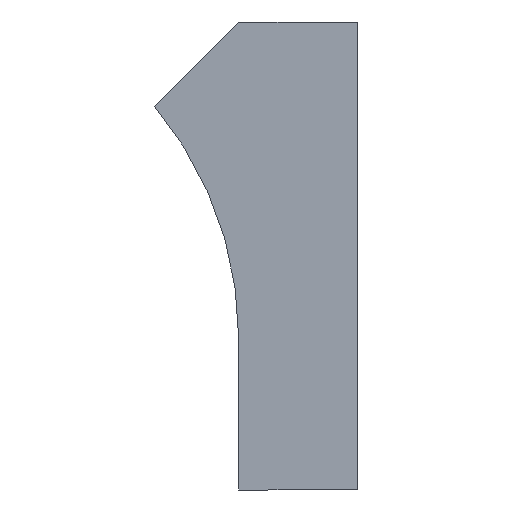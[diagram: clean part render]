
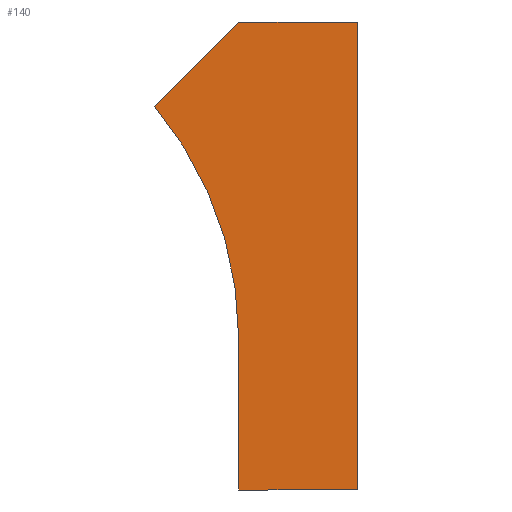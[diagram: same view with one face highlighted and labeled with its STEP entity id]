
A CAD part, front view. The second image highlights one B-rep face of the part: STEP entity #140.
In plain terms, the highlighted planar face has unit normal (0, -1, 0).
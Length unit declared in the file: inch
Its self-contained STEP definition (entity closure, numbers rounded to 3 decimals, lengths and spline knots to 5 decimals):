
#16=CIRCLE('',#163,18.25);
#19=FACE_OUTER_BOUND('',#27,.T.);
#27=EDGE_LOOP('',(#100,#101,#102,#103,#104,#105));
#35=LINE('',#215,#51);
#38=LINE('',#223,#54);
#39=LINE('',#225,#55);
#40=LINE('',#227,#56);
#41=LINE('',#228,#57);
#51=VECTOR('',#176,0.3937);
#54=VECTOR('',#183,0.3937);
#55=VECTOR('',#184,0.3937);
#56=VECTOR('',#185,0.3937);
#57=VECTOR('',#186,0.3937);
#66=VERTEX_POINT('',#211);
#68=VERTEX_POINT('',#214);
#70=VERTEX_POINT('',#220);
#71=VERTEX_POINT('',#222);
#72=VERTEX_POINT('',#224);
#73=VERTEX_POINT('',#226);
#79=EDGE_CURVE('',#68,#66,#35,.T.);
#82=EDGE_CURVE('',#66,#70,#16,.T.);
#83=EDGE_CURVE('',#71,#70,#38,.T.);
#84=EDGE_CURVE('',#71,#72,#39,.T.);
#85=EDGE_CURVE('',#72,#73,#40,.T.);
#86=EDGE_CURVE('',#73,#68,#41,.T.);
#100=ORIENTED_EDGE('',*,*,#79,.T.);
#101=ORIENTED_EDGE('',*,*,#82,.T.);
#102=ORIENTED_EDGE('',*,*,#83,.F.);
#103=ORIENTED_EDGE('',*,*,#84,.T.);
#104=ORIENTED_EDGE('',*,*,#85,.T.);
#105=ORIENTED_EDGE('',*,*,#86,.T.);
#133=PLANE('',#162);
#140=ADVANCED_FACE('',(#19),#133,.F.);
#162=AXIS2_PLACEMENT_3D('',#219,#179,#180);
#163=AXIS2_PLACEMENT_3D('',#221,#181,#182);
#176=DIRECTION('',(-0.707,0.,-0.707));
#179=DIRECTION('center_axis',(0.,1.,0.));
#180=DIRECTION('ref_axis',(1.,0.,0.));
#181=DIRECTION('center_axis',(0.,1.,0.));
#182=DIRECTION('ref_axis',(-1.,0.,0.));
#183=DIRECTION('',(0.,0.,1.));
#184=DIRECTION('',(1.,0.,0.));
#185=DIRECTION('',(0.,0.,1.));
#186=DIRECTION('',(-1.,0.,0.));
#211=CARTESIAN_POINT('',(13.99483,0.,19.36983));
#214=CARTESIAN_POINT('',(18.25,0.,23.625));
#215=CARTESIAN_POINT('',(11.76954,0.,17.14454));
#219=CARTESIAN_POINT('Origin',(0.,0.,15.95314));
#220=CARTESIAN_POINT('',(18.25,0.,7.65628));
#221=CARTESIAN_POINT('Origin',(0.,0.,7.65628));
#222=CARTESIAN_POINT('',(18.25,0.,0.));
#223=CARTESIAN_POINT('',(18.25,0.,0.));
#224=CARTESIAN_POINT('',(24.25,0.,0.));
#225=CARTESIAN_POINT('',(18.25,0.,0.));
#226=CARTESIAN_POINT('',(24.25,0.,23.625));
#227=CARTESIAN_POINT('',(24.25,0.,0.));
#228=CARTESIAN_POINT('',(24.25,0.,23.625));
